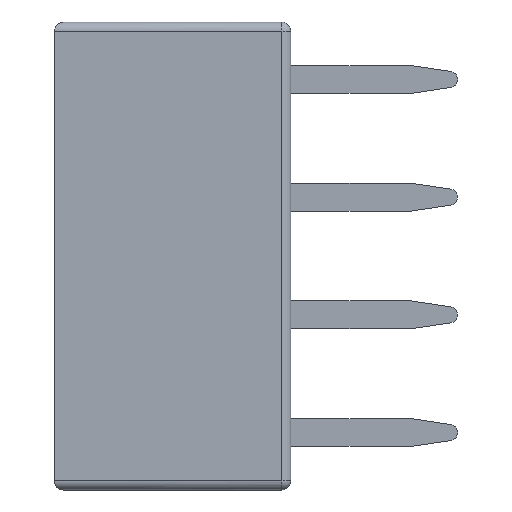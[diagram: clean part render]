
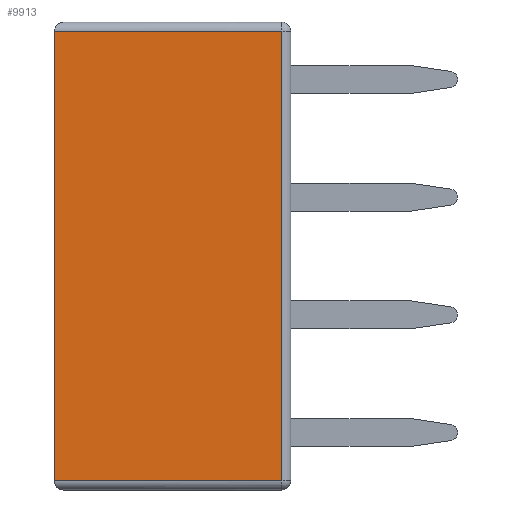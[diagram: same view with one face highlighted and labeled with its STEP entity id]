
A CAD part, left-side view. The second image highlights one B-rep face of the part: STEP entity #9913.
In plain terms, the highlighted planar face has unit normal (-1, 0, 0).
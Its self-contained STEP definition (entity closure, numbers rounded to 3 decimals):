
#447 = VECTOR ( 'NONE', #4150, 1000. ) ;
#1699 = EDGE_CURVE ( 'NONE', #7671, #11062, #9999, .T. ) ;
#1874 = VECTOR ( 'NONE', #10459, 1000. ) ;
#2001 = VECTOR ( 'NONE', #2791, 1000. ) ;
#2791 = DIRECTION ( 'NONE',  ( 0., 0., 1. ) ) ;
#2809 = ORIENTED_EDGE ( 'NONE', *, *, #6897, .T. ) ;
#3306 = PLANE ( 'NONE',  #5501 ) ;
#3962 = FACE_OUTER_BOUND ( 'NONE', #4339, .T. ) ;
#3999 = CARTESIAN_POINT ( 'NONE',  ( -5.1, 5.1, -4.85 ) ) ;
#4100 = CARTESIAN_POINT ( 'NONE',  ( -5.1, 0.2, 4.85 ) ) ;
#4150 = DIRECTION ( 'NONE',  ( 0., -1., 0. ) ) ;
#4318 = CARTESIAN_POINT ( 'NONE',  ( -5.1, 5.1, 5.05 ) ) ;
#4339 = EDGE_LOOP ( 'NONE', ( #8929, #2809, #5700, #9134 ) ) ;
#4361 = DIRECTION ( 'NONE',  ( 0., 0., -1. ) ) ;
#4639 = VERTEX_POINT ( 'NONE', #11089 ) ;
#4876 = CARTESIAN_POINT ( 'NONE',  ( -5.1, 5.1, 5.05 ) ) ;
#5501 = AXIS2_PLACEMENT_3D ( 'NONE', #4318, #8915, #4361 ) ;
#5700 = ORIENTED_EDGE ( 'NONE', *, *, #6674, .F. ) ;
#6079 = CARTESIAN_POINT ( 'NONE',  ( -5.1, 5.1, 4.85 ) ) ;
#6436 = CARTESIAN_POINT ( 'NONE',  ( -5.1, 0.2, -4.85 ) ) ;
#6607 = VERTEX_POINT ( 'NONE', #8574 ) ;
#6674 = EDGE_CURVE ( 'NONE', #6607, #4639, #8400, .T. ) ;
#6897 = EDGE_CURVE ( 'NONE', #11062, #4639, #10565, .T. ) ;
#7671 = VERTEX_POINT ( 'NONE', #6436 ) ;
#8400 = LINE ( 'NONE', #4876, #2001 ) ;
#8574 = CARTESIAN_POINT ( 'NONE',  ( -5.1, 5.1, -4.85 ) ) ;
#8915 = DIRECTION ( 'NONE',  ( 1., 0., 0. ) ) ;
#8929 = ORIENTED_EDGE ( 'NONE', *, *, #1699, .T. ) ;
#9134 = ORIENTED_EDGE ( 'NONE', *, *, #10487, .T. ) ;
#9913 = ADVANCED_FACE ( 'NONE', ( #3962 ), #3306, .F. ) ;
#9999 = LINE ( 'NONE', #11348, #1874 ) ;
#10459 = DIRECTION ( 'NONE',  ( 0., 0., 1. ) ) ;
#10487 = EDGE_CURVE ( 'NONE', #6607, #7671, #11344, .T. ) ;
#10565 = LINE ( 'NONE', #6079, #12040 ) ;
#10760 = DIRECTION ( 'NONE',  ( 0., 1., 0. ) ) ;
#11062 = VERTEX_POINT ( 'NONE', #4100 ) ;
#11089 = CARTESIAN_POINT ( 'NONE',  ( -5.1, 5.1, 4.85 ) ) ;
#11344 = LINE ( 'NONE', #3999, #447 ) ;
#11348 = CARTESIAN_POINT ( 'NONE',  ( -5.1, 0.2, 5.05 ) ) ;
#12040 = VECTOR ( 'NONE', #10760, 1000. ) ;
